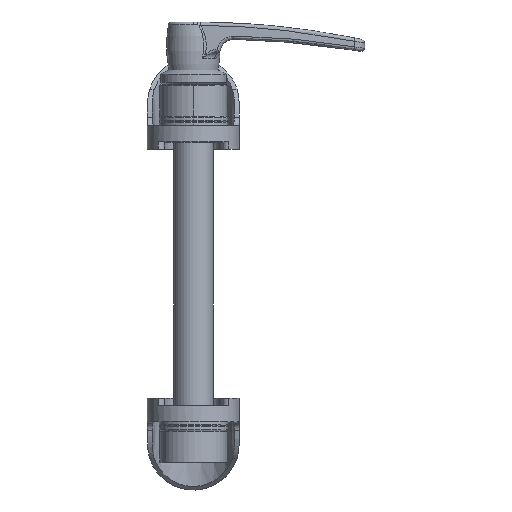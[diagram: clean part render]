
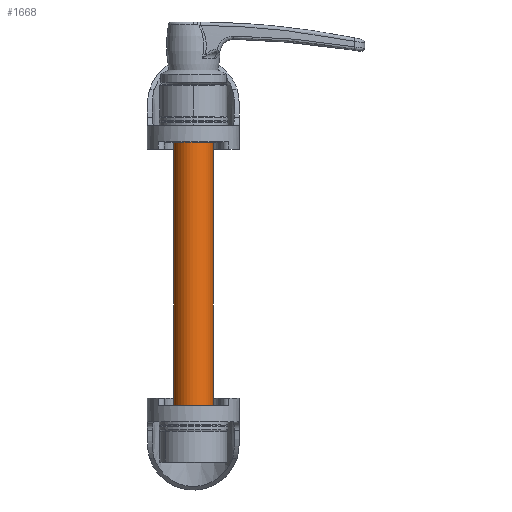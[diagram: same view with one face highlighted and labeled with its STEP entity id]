
A CAD part, front view. The second image highlights one B-rep face of the part: STEP entity #1668.
In plain terms, the highlighted cylindrical face has radius 7.455 mm (diameter 14.91 mm), a partial arc.
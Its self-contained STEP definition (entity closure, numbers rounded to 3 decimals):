
#393 = VERTEX_POINT ( 'NONE', #5092 ) ;
#714 = ORIENTED_EDGE ( 'NONE', *, *, #6829, .T. ) ;
#758 = AXIS2_PLACEMENT_3D ( 'NONE', #5172, #1287, #5828 ) ;
#797 = CARTESIAN_POINT ( 'NONE',  ( 133.604, 0., 0. ) ) ;
#961 = DIRECTION ( 'NONE',  ( -1., 0., 0. ) ) ;
#1287 = DIRECTION ( 'NONE',  ( -1., 0., 0. ) ) ;
#1452 = DIRECTION ( 'NONE',  ( 0., 0., 1. ) ) ;
#1668 = ADVANCED_FACE ( 'NONE', ( #3927 ), #6963, .T. ) ;
#1966 = ORIENTED_EDGE ( 'NONE', *, *, #6451, .T. ) ;
#2065 = CARTESIAN_POINT ( 'NONE',  ( 133.604, 0., -7.455 ) ) ;
#2269 = AXIS2_PLACEMENT_3D ( 'NONE', #3552, #961, #4853 ) ;
#2501 = DIRECTION ( 'NONE',  ( -1., 0., 0. ) ) ;
#3082 = VECTOR ( 'NONE', #2501, 1000. ) ;
#3140 = EDGE_CURVE ( 'NONE', #7823, #393, #8254, .T. ) ;
#3296 = LINE ( 'NONE', #5510, #6940 ) ;
#3405 = CIRCLE ( 'NONE', #5574, 7.455 ) ;
#3552 = CARTESIAN_POINT ( 'NONE',  ( 0., 0., 0. ) ) ;
#3609 = ORIENTED_EDGE ( 'NONE', *, *, #3140, .F. ) ;
#3927 = FACE_OUTER_BOUND ( 'NONE', #7342, .T. ) ;
#4095 = CARTESIAN_POINT ( 'NONE',  ( 133.604, 0., 7.455 ) ) ;
#4671 = VERTEX_POINT ( 'NONE', #5634 ) ;
#4853 = DIRECTION ( 'NONE',  ( 0., 0., 1. ) ) ;
#5092 = CARTESIAN_POINT ( 'NONE',  ( 5.588, 0., -7.455 ) ) ;
#5172 = CARTESIAN_POINT ( 'NONE',  ( 5.588, 0., 0. ) ) ;
#5347 = DIRECTION ( 'NONE',  ( -1., 0., 0. ) ) ;
#5406 = ORIENTED_EDGE ( 'NONE', *, *, #8324, .F. ) ;
#5510 = CARTESIAN_POINT ( 'NONE',  ( 0., 0., 7.455 ) ) ;
#5574 = AXIS2_PLACEMENT_3D ( 'NONE', #797, #5347, #1452 ) ;
#5634 = CARTESIAN_POINT ( 'NONE',  ( 5.588, 0., 7.455 ) ) ;
#5716 = CARTESIAN_POINT ( 'NONE',  ( 0., 0., -7.455 ) ) ;
#5828 = DIRECTION ( 'NONE',  ( 0., 0., 1. ) ) ;
#6162 = DIRECTION ( 'NONE',  ( -1., 0., 0. ) ) ;
#6451 = EDGE_CURVE ( 'NONE', #7823, #6562, #3405, .T. ) ;
#6562 = VERTEX_POINT ( 'NONE', #4095 ) ;
#6829 = EDGE_CURVE ( 'NONE', #6562, #4671, #3296, .T. ) ;
#6940 = VECTOR ( 'NONE', #6162, 1000. ) ;
#6963 = CYLINDRICAL_SURFACE ( 'NONE', #2269, 7.455 ) ;
#7342 = EDGE_LOOP ( 'NONE', ( #3609, #1966, #714, #5406 ) ) ;
#7626 = CIRCLE ( 'NONE', #758, 7.455 ) ;
#7823 = VERTEX_POINT ( 'NONE', #2065 ) ;
#8254 = LINE ( 'NONE', #5716, #3082 ) ;
#8324 = EDGE_CURVE ( 'NONE', #393, #4671, #7626, .T. ) ;
